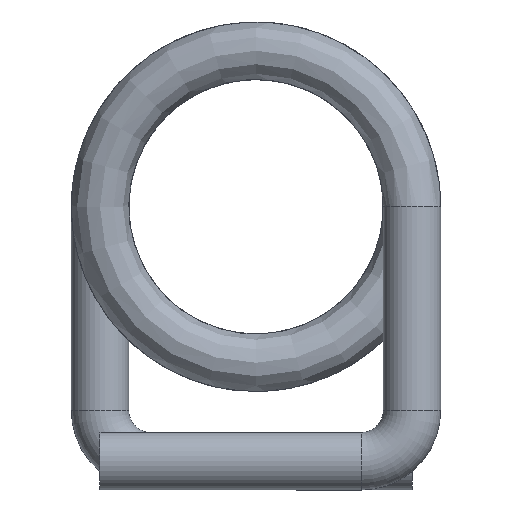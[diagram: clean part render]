
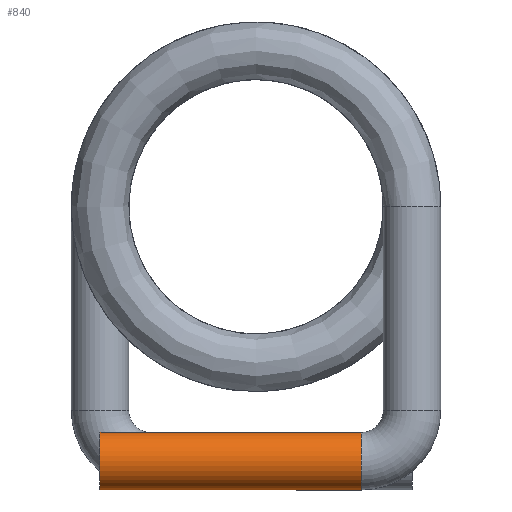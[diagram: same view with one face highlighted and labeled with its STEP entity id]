
A CAD part, front view. The second image highlights one B-rep face of the part: STEP entity #840.
In plain terms, the highlighted cylindrical face has radius 1.13 mm (diameter 2.26 mm), a partial arc.
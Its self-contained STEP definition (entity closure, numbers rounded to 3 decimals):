
#1 = VERTEX_POINT ( 'NONE', #690 ) ;
#48 = DIRECTION ( 'NONE',  ( -1., 0., 0. ) ) ;
#190 = ORIENTED_EDGE ( 'NONE', *, *, #1936, .F. ) ;
#211 = CARTESIAN_POINT ( 'NONE',  ( 4.13, 0., -8.87 ) ) ;
#244 = CIRCLE ( 'NONE', #1259, 1.13 ) ;
#317 = VERTEX_POINT ( 'NONE', #589 ) ;
#399 = CARTESIAN_POINT ( 'NONE',  ( 4.13, 0., -8.87 ) ) ;
#406 = ORIENTED_EDGE ( 'NONE', *, *, #703, .F. ) ;
#408 = EDGE_CURVE ( 'NONE', #317, #1999, #1188, .T. ) ;
#421 = DIRECTION ( 'NONE',  ( -1., 0., 0. ) ) ;
#589 = CARTESIAN_POINT ( 'NONE',  ( -6.13, 0., -8.87 ) ) ;
#679 = DIRECTION ( 'NONE',  ( 0., 0., 1. ) ) ;
#690 = CARTESIAN_POINT ( 'NONE',  ( 4.13, 0., -11.13 ) ) ;
#703 = EDGE_CURVE ( 'NONE', #1, #1999, #1754, .T. ) ;
#722 = DIRECTION ( 'NONE',  ( 1., 0., 0. ) ) ;
#747 = LINE ( 'NONE', #399, #1222 ) ;
#840 = ADVANCED_FACE ( 'NONE', ( #1168 ), #1520, .T. ) ;
#965 = DIRECTION ( 'NONE',  ( 1., 0., 0. ) ) ;
#1068 = EDGE_CURVE ( 'NONE', #1378, #317, #747, .T. ) ;
#1082 = CARTESIAN_POINT ( 'NONE',  ( -6.13, 0., -10. ) ) ;
#1138 = CARTESIAN_POINT ( 'NONE',  ( -6.13, 0., -11.13 ) ) ;
#1168 = FACE_OUTER_BOUND ( 'NONE', #1987, .T. ) ;
#1188 = CIRCLE ( 'NONE', #1401, 1.13 ) ;
#1222 = VECTOR ( 'NONE', #1923, 1000. ) ;
#1248 = CARTESIAN_POINT ( 'NONE',  ( 4.13, 0., -11.13 ) ) ;
#1259 = AXIS2_PLACEMENT_3D ( 'NONE', #1962, #965, #1649 ) ;
#1331 = ORIENTED_EDGE ( 'NONE', *, *, #408, .T. ) ;
#1378 = VERTEX_POINT ( 'NONE', #211 ) ;
#1401 = AXIS2_PLACEMENT_3D ( 'NONE', #1082, #722, #1911 ) ;
#1467 = VECTOR ( 'NONE', #421, 1000. ) ;
#1520 = CYLINDRICAL_SURFACE ( 'NONE', #2061, 1.13 ) ;
#1559 = CARTESIAN_POINT ( 'NONE',  ( 4.13, 0., -10. ) ) ;
#1649 = DIRECTION ( 'NONE',  ( 0., 0., -1. ) ) ;
#1754 = LINE ( 'NONE', #1248, #1467 ) ;
#1911 = DIRECTION ( 'NONE',  ( 0., 0., -1. ) ) ;
#1923 = DIRECTION ( 'NONE',  ( -1., 0., 0. ) ) ;
#1936 = EDGE_CURVE ( 'NONE', #1378, #1, #244, .T. ) ;
#1962 = CARTESIAN_POINT ( 'NONE',  ( 4.13, 0., -10. ) ) ;
#1987 = EDGE_LOOP ( 'NONE', ( #406, #190, #2042, #1331 ) ) ;
#1999 = VERTEX_POINT ( 'NONE', #1138 ) ;
#2042 = ORIENTED_EDGE ( 'NONE', *, *, #1068, .T. ) ;
#2061 = AXIS2_PLACEMENT_3D ( 'NONE', #1559, #48, #679 ) ;
